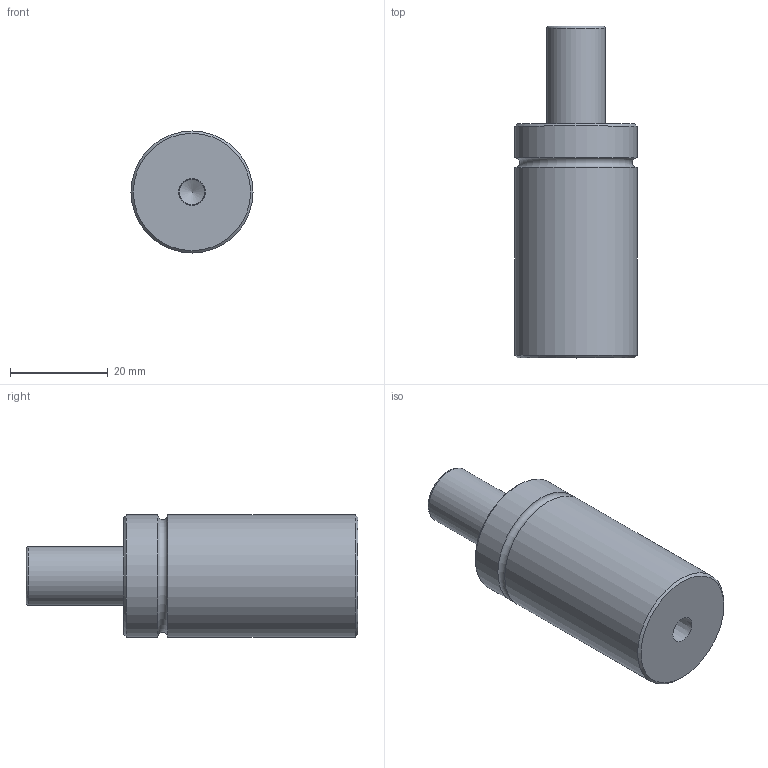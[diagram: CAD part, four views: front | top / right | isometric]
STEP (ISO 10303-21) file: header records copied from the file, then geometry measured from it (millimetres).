
FILE_DESCRIPTION(/* description */ ('Alibre Inc.'),/* implementation_level */ '2;1');
FILE_NAME(/* name */ 'E_00200_019_A.stp',/* time_stamp */ '2019-07-26T15:13:33+03:00',/* author */ ('Doğan'),/* organization */ (''),/* preprocessor_version */ 'ST-DEVELOPER v18',/* originating_system */ 'Autodesk Inventor 2020',/* authorisation */ '');
FILE_SCHEMA (('CONFIG_CONTROL_DESIGN'));
Length unit declared in the file: millimetre
Products named in the file (1): E_00200_019_A
Bounding box: 25 x 68 x 25 mm (x, y, z)
Volume: 24655.2 mm3; surface area: 6456.9 mm2
Topology: 1 solids, 1 shells, 16 faces, 46 edges, 34 vertices
Faces by surface type: cylinder 5, cone 5, plane 4, torus 2
Full cylindrical faces by diameter (mm): 5.2 x2, 12 x1, 25 x2
Entity records: 610 total; most frequent: DIRECTION 114, CARTESIAN_POINT 96, ORIENTED_EDGE 90, AXIS2_PLACEMENT_3D 52, EDGE_CURVE 45, CIRCLE 35, VERTEX_POINT 34, EDGE_LOOP 19
